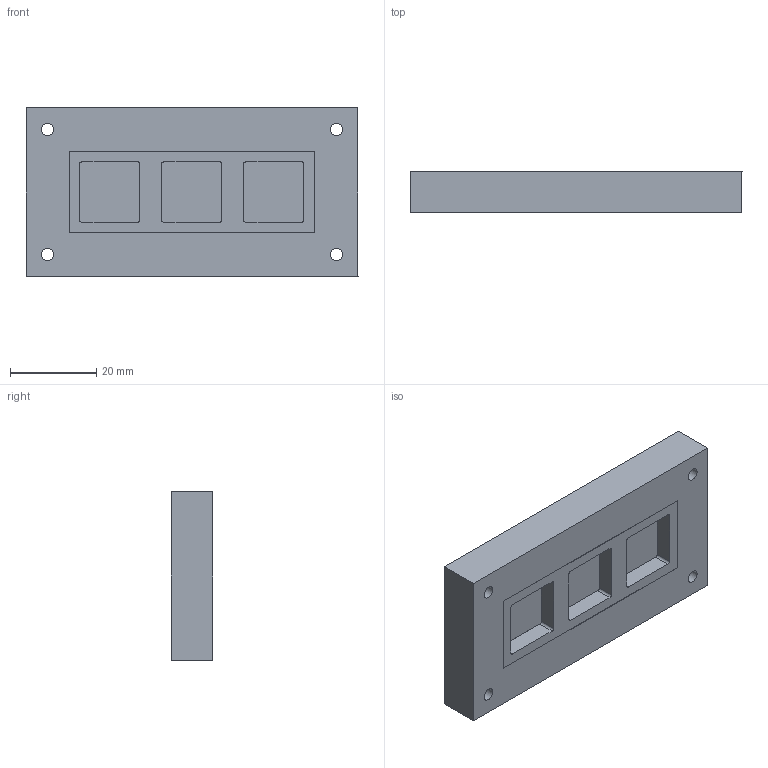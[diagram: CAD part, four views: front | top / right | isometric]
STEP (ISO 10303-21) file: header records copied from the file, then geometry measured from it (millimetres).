
FILE_DESCRIPTION(/* description */ (''),/* implementation_level */ '2;1');
FILE_NAME(/* name */ 'UtiliPad3DModel [DRAFT].step',/* time_stamp */ '2024-10-14T12:56:38-04:00',/* author */ (''),/* organization */ (''),/* preprocessor_version */ 'ST-DEVELOPER v20',/* originating_system */ 'Autodesk Translation Framework v13.20.0.188',/* authorisation */ '');
FILE_SCHEMA (('AUTOMOTIVE_DESIGN { 1 0 10303 214 3 1 1 }'));
Length unit declared in the file: millimetre
Products named in the file (1): UtiliPad3DModel
Bounding box: 77.13 x 9.6 x 39.05 mm (x, y, z)
Volume: 23483.3 mm3; surface area: 11831.1 mm2
Topology: 2 solids, 2 shells, 45 faces, 120 edges, 80 vertices
Faces by surface type: plane 29, cylinder 16
Full cylindrical faces by diameter (mm): 2.9 x4
Entity records: 1466 total; most frequent: CARTESIAN_POINT 246, DIRECTION 244, ORIENTED_EDGE 240, EDGE_CURVE 120, LINE 88, VECTOR 88, VERTEX_POINT 80, AXIS2_PLACEMENT_3D 78
